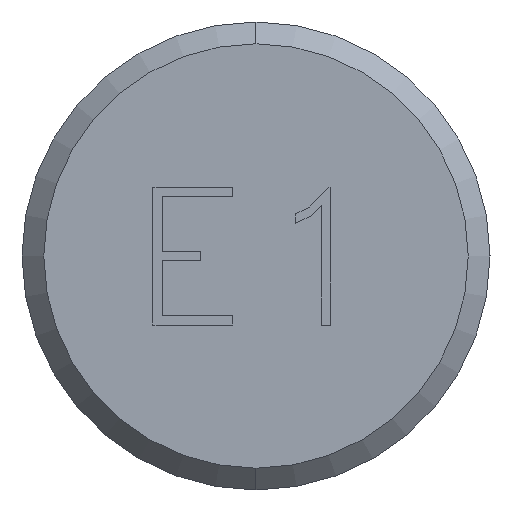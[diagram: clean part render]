
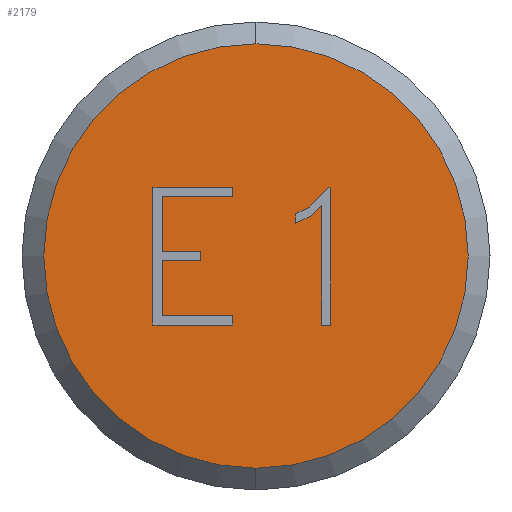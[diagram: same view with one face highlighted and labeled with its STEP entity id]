
A CAD part, left-side view. The second image highlights one B-rep face of the part: STEP entity #2179.
In plain terms, the highlighted planar face has unit normal (-1, 0, 0).
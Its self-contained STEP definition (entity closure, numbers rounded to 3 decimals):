
#134=CARTESIAN_POINT('',(0.,-0.,-5.35));
#135=VERTEX_POINT('',#134);
#142=CARTESIAN_POINT('',(0.,-0.,5.35));
#143=VERTEX_POINT('',#142);
#144=CARTESIAN_POINT('',(0.,0.,0.));
#145=DIRECTION('',(1.,0.,0.));
#146=DIRECTION('',(0.,0.,-1.));
#147=AXIS2_PLACEMENT_3D('',#144,#145,#146);
#148=CIRCLE('',#147,5.35);
#149=EDGE_CURVE('',#135,#143,#148,.T.);
#1456=CARTESIAN_POINT('',(0.,2.366,1.498));
#1457=VERTEX_POINT('',#1456);
#1458=CARTESIAN_POINT('',(0.,2.366,0.11));
#1459=VERTEX_POINT('',#1458);
#1460=CARTESIAN_POINT('',(0.,2.366,1.498));
#1461=DIRECTION('',(0.,0.,-1.));
#1462=VECTOR('',#1461,1.388);
#1463=LINE('',#1460,#1462);
#1464=EDGE_CURVE('',#1457,#1459,#1463,.T.);
#1496=CARTESIAN_POINT('',(0.,1.395,0.11));
#1497=VERTEX_POINT('',#1496);
#1498=CARTESIAN_POINT('',(0.,2.366,0.11));
#1499=DIRECTION('',(0.,-1.,0.));
#1500=VECTOR('',#1499,0.971);
#1501=LINE('',#1498,#1500);
#1502=EDGE_CURVE('',#1459,#1497,#1501,.T.);
#1527=CARTESIAN_POINT('',(-0.,1.395,-0.121));
#1528=VERTEX_POINT('',#1527);
#1529=CARTESIAN_POINT('',(0.,1.395,0.11));
#1530=DIRECTION('',(0.,0.,-1.));
#1531=VECTOR('',#1530,0.231);
#1532=LINE('',#1529,#1531);
#1533=EDGE_CURVE('',#1497,#1528,#1532,.T.);
#1558=CARTESIAN_POINT('',(0.,2.366,-0.121));
#1559=VERTEX_POINT('',#1558);
#1560=CARTESIAN_POINT('',(0.,1.395,-0.121));
#1561=DIRECTION('',(0.,1.,0.));
#1562=VECTOR('',#1561,0.971);
#1563=LINE('',#1560,#1562);
#1564=EDGE_CURVE('',#1528,#1559,#1563,.T.);
#1589=CARTESIAN_POINT('',(-0.,2.366,-1.509));
#1590=VERTEX_POINT('',#1589);
#1591=CARTESIAN_POINT('',(0.,2.366,-0.121));
#1592=DIRECTION('',(0.,0.,-1.));
#1593=VECTOR('',#1592,1.388);
#1594=LINE('',#1591,#1593);
#1595=EDGE_CURVE('',#1559,#1590,#1594,.T.);
#1620=CARTESIAN_POINT('',(0.,0.584,-1.509));
#1621=VERTEX_POINT('',#1620);
#1622=CARTESIAN_POINT('',(0.,2.366,-1.509));
#1623=DIRECTION('',(0.,-1.,0.));
#1624=VECTOR('',#1623,1.782);
#1625=LINE('',#1622,#1624);
#1626=EDGE_CURVE('',#1590,#1621,#1625,.T.);
#1651=CARTESIAN_POINT('',(0.,0.584,-1.74));
#1652=VERTEX_POINT('',#1651);
#1653=CARTESIAN_POINT('',(0.,0.584,-1.509));
#1654=DIRECTION('',(0.,0.,-1.));
#1655=VECTOR('',#1654,0.231);
#1656=LINE('',#1653,#1655);
#1657=EDGE_CURVE('',#1621,#1652,#1656,.T.);
#1682=CARTESIAN_POINT('',(0.,0.584,1.498));
#1683=VERTEX_POINT('',#1682);
#1684=CARTESIAN_POINT('',(0.,0.584,1.498));
#1685=DIRECTION('',(0.,1.,0.));
#1686=VECTOR('',#1685,1.782);
#1687=LINE('',#1684,#1686);
#1688=EDGE_CURVE('',#1683,#1457,#1687,.T.);
#1713=CARTESIAN_POINT('',(0.,0.584,1.729));
#1714=VERTEX_POINT('',#1713);
#1715=CARTESIAN_POINT('',(0.,0.584,1.729));
#1716=DIRECTION('',(0.,0.,-1.));
#1717=VECTOR('',#1716,0.231);
#1718=LINE('',#1715,#1717);
#1719=EDGE_CURVE('',#1714,#1683,#1718,.T.);
#1744=CARTESIAN_POINT('',(0.,2.598,1.729));
#1745=VERTEX_POINT('',#1744);
#1746=CARTESIAN_POINT('',(0.,2.598,1.729));
#1747=DIRECTION('',(0.,-1.,0.));
#1748=VECTOR('',#1747,2.013);
#1749=LINE('',#1746,#1748);
#1750=EDGE_CURVE('',#1745,#1714,#1749,.T.);
#1775=CARTESIAN_POINT('',(0.,2.598,-1.74));
#1776=VERTEX_POINT('',#1775);
#1777=CARTESIAN_POINT('',(0.,2.598,-1.74));
#1778=DIRECTION('',(0.,0.,1.));
#1779=VECTOR('',#1778,3.469);
#1780=LINE('',#1777,#1779);
#1781=EDGE_CURVE('',#1776,#1745,#1780,.T.);
#1806=CARTESIAN_POINT('',(0.,0.584,-1.74));
#1807=DIRECTION('',(0.,1.,0.));
#1808=VECTOR('',#1807,2.013);
#1809=LINE('',#1806,#1808);
#1810=EDGE_CURVE('',#1652,#1776,#1809,.T.);
#1848=CARTESIAN_POINT('',(0.,-1.005,0.82));
#1849=VERTEX_POINT('',#1848);
#1850=CARTESIAN_POINT('',(0.,-1.005,1.064));
#1851=VERTEX_POINT('',#1850);
#1852=CARTESIAN_POINT('',(0.,-1.005,0.82));
#1853=DIRECTION('',(0.,0.,1.));
#1854=VECTOR('',#1853,0.244);
#1855=LINE('',#1852,#1854);
#1856=EDGE_CURVE('',#1849,#1851,#1855,.T.);
#1888=CARTESIAN_POINT('',(0.,-1.344,1.235));
#1889=VERTEX_POINT('',#1888);
#1890=CARTESIAN_POINT('',(0.,-1.005,1.064));
#1891=DIRECTION('',(0.,-0.892,0.451));
#1892=VECTOR('',#1891,0.38);
#1893=LINE('',#1890,#1892);
#1894=EDGE_CURVE('',#1851,#1889,#1893,.T.);
#1919=CARTESIAN_POINT('',(0.,-1.836,1.725));
#1920=VERTEX_POINT('',#1919);
#1921=CARTESIAN_POINT('',(0.,-1.344,1.235));
#1922=DIRECTION('',(0.,-0.709,0.705));
#1923=VECTOR('',#1922,0.694);
#1924=LINE('',#1921,#1923);
#1925=EDGE_CURVE('',#1889,#1920,#1924,.T.);
#1950=CARTESIAN_POINT('',(0.,-1.884,1.725));
#1951=VERTEX_POINT('',#1950);
#1952=CARTESIAN_POINT('',(0.,-1.836,1.725));
#1953=DIRECTION('',(0.,-1.,0.));
#1954=VECTOR('',#1953,0.049);
#1955=LINE('',#1952,#1954);
#1956=EDGE_CURVE('',#1920,#1951,#1955,.T.);
#1981=CARTESIAN_POINT('',(0.,-1.884,-1.744));
#1982=VERTEX_POINT('',#1981);
#1983=CARTESIAN_POINT('',(0.,-1.884,1.725));
#1984=DIRECTION('',(0.,0.,-1.));
#1985=VECTOR('',#1984,3.469);
#1986=LINE('',#1983,#1985);
#1987=EDGE_CURVE('',#1951,#1982,#1986,.T.);
#2012=CARTESIAN_POINT('',(0.,-1.389,1.01));
#2013=VERTEX_POINT('',#2012);
#2014=CARTESIAN_POINT('',(0.,-1.389,1.01));
#2015=DIRECTION('',(0.,0.897,-0.443));
#2016=VECTOR('',#2015,0.428);
#2017=LINE('',#2014,#2016);
#2018=EDGE_CURVE('',#2013,#1849,#2017,.T.);
#2043=CARTESIAN_POINT('',(0.,-1.653,1.276));
#2044=VERTEX_POINT('',#2043);
#2045=CARTESIAN_POINT('',(0.,-1.653,1.276));
#2046=DIRECTION('',(0.,0.704,-0.71));
#2047=VECTOR('',#2046,0.375);
#2048=LINE('',#2045,#2047);
#2049=EDGE_CURVE('',#2044,#2013,#2048,.T.);
#2074=CARTESIAN_POINT('',(0.,-1.653,-1.744));
#2075=VERTEX_POINT('',#2074);
#2076=CARTESIAN_POINT('',(0.,-1.653,-1.744));
#2077=DIRECTION('',(0.,0.,1.));
#2078=VECTOR('',#2077,3.021);
#2079=LINE('',#2076,#2078);
#2080=EDGE_CURVE('',#2075,#2044,#2079,.T.);
#2105=CARTESIAN_POINT('',(0.,-1.884,-1.744));
#2106=DIRECTION('',(0.,1.,0.));
#2107=VECTOR('',#2106,0.231);
#2108=LINE('',#2105,#2107);
#2109=EDGE_CURVE('',#1982,#2075,#2108,.T.);
#2139=CARTESIAN_POINT('',(0.,0.,-2.675));
#2140=DIRECTION('',(-1.,0.,0.));
#2141=DIRECTION('',(0.,0.,1.));
#2142=AXIS2_PLACEMENT_3D('',#2139,#2140,#2141);
#2143=PLANE('',#2142);
#2144=ORIENTED_EDGE('',*,*,#149,.F.);
#2145=CARTESIAN_POINT('',(0.,0.,0.));
#2146=DIRECTION('',(1.,0.,0.));
#2147=DIRECTION('',(0.,0.,-1.));
#2148=AXIS2_PLACEMENT_3D('',#2145,#2146,#2147);
#2149=CIRCLE('',#2148,5.35);
#2150=EDGE_CURVE('',#143,#135,#2149,.T.);
#2151=ORIENTED_EDGE('',*,*,#2150,.F.);
#2152=EDGE_LOOP('',(#2144,#2151));
#2153=FACE_BOUND('',#2152,.T.);
#2154=ORIENTED_EDGE('',*,*,#1987,.T.);
#2155=ORIENTED_EDGE('',*,*,#2109,.T.);
#2156=ORIENTED_EDGE('',*,*,#2080,.T.);
#2157=ORIENTED_EDGE('',*,*,#2049,.T.);
#2158=ORIENTED_EDGE('',*,*,#2018,.T.);
#2159=ORIENTED_EDGE('',*,*,#1856,.T.);
#2160=ORIENTED_EDGE('',*,*,#1894,.T.);
#2161=ORIENTED_EDGE('',*,*,#1925,.T.);
#2162=ORIENTED_EDGE('',*,*,#1956,.T.);
#2163=EDGE_LOOP('',(#2154,#2155,#2156,#2157,#2158,#2159,#2160,#2161,#2162));
#2164=FACE_BOUND('',#2163,.T.);
#2165=ORIENTED_EDGE('',*,*,#1657,.T.);
#2166=ORIENTED_EDGE('',*,*,#1810,.T.);
#2167=ORIENTED_EDGE('',*,*,#1781,.T.);
#2168=ORIENTED_EDGE('',*,*,#1750,.T.);
#2169=ORIENTED_EDGE('',*,*,#1719,.T.);
#2170=ORIENTED_EDGE('',*,*,#1688,.T.);
#2171=ORIENTED_EDGE('',*,*,#1464,.T.);
#2172=ORIENTED_EDGE('',*,*,#1502,.T.);
#2173=ORIENTED_EDGE('',*,*,#1533,.T.);
#2174=ORIENTED_EDGE('',*,*,#1564,.T.);
#2175=ORIENTED_EDGE('',*,*,#1595,.T.);
#2176=ORIENTED_EDGE('',*,*,#1626,.T.);
#2177=EDGE_LOOP('',(#2165,#2166,#2167,#2168,#2169,#2170,#2171,#2172,#2173,#2174,#2175,#2176));
#2178=FACE_BOUND('',#2177,.T.);
#2179=ADVANCED_FACE('',(#2153,#2164,#2178),#2143,.T.);
